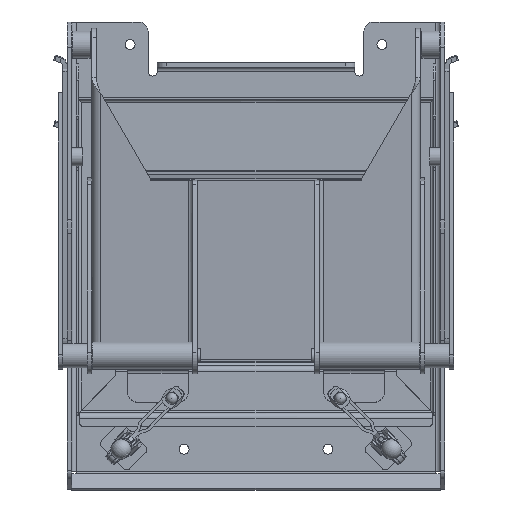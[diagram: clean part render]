
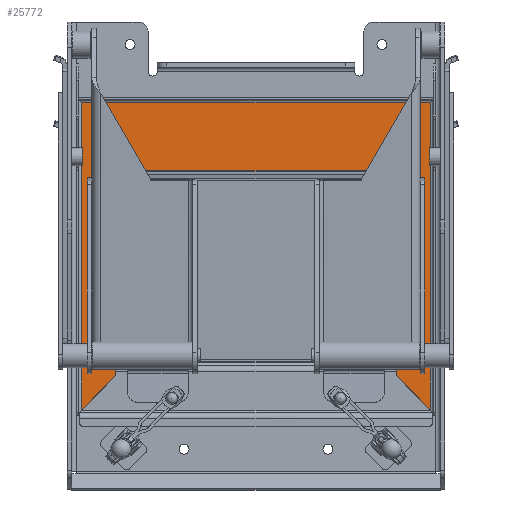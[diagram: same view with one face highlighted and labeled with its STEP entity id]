
A CAD part, top view. The second image highlights one B-rep face of the part: STEP entity #25772.
In plain terms, the highlighted planar face has unit normal (0, 0, 1).
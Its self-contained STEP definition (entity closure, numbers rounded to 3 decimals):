
#1677=FACE_OUTER_BOUND('',#3101,.T.);
#3101=EDGE_LOOP('',(#18499,#18500,#18501,#18502,#18503,#18504,#18505,#18506,
#18507,#18508,#18509,#18510,#18511,#18512,#18513,#18514,#18515,#18516,#18517,
#18518,#18519,#18520));
#4386=CIRCLE('',#27564,0.15);
#4391=CIRCLE('',#27573,0.15);
#4392=CIRCLE('',#27575,0.1);
#4393=CIRCLE('',#27576,0.1);
#5828=LINE('',#40628,#8038);
#5833=LINE('',#40647,#8043);
#5839=LINE('',#40663,#8049);
#5849=LINE('',#40684,#8059);
#5852=LINE('',#40693,#8062);
#5858=LINE('',#40705,#8068);
#5861=LINE('',#40718,#8071);
#5866=LINE('',#40735,#8076);
#5884=LINE('',#40841,#8094);
#5941=LINE('',#40991,#8151);
#5952=LINE('',#41023,#8162);
#5962=LINE('',#41045,#8172);
#5963=LINE('',#41050,#8173);
#5964=LINE('',#41054,#8174);
#5965=LINE('',#41056,#8175);
#5966=LINE('',#41057,#8176);
#5967=LINE('',#41059,#8177);
#5968=LINE('',#41061,#8178);
#8038=VECTOR('',#31537,10.);
#8043=VECTOR('',#31556,10.);
#8049=VECTOR('',#31576,10.);
#8059=VECTOR('',#31590,10.);
#8062=VECTOR('',#31597,10.);
#8068=VECTOR('',#31609,10.);
#8071=VECTOR('',#31622,10.);
#8076=VECTOR('',#31643,10.);
#8094=VECTOR('',#31691,10.);
#8151=VECTOR('',#31836,10.);
#8162=VECTOR('',#31873,10.);
#8172=VECTOR('',#31893,10.);
#8173=VECTOR('',#31900,10.);
#8174=VECTOR('',#31903,10.);
#8175=VECTOR('',#31904,10.);
#8176=VECTOR('',#31905,10.);
#8177=VECTOR('',#31906,10.);
#8178=VECTOR('',#31909,10.);
#10346=VERTEX_POINT('',#40625);
#10347=VERTEX_POINT('',#40627);
#10351=VERTEX_POINT('',#40640);
#10354=VERTEX_POINT('',#40645);
#10366=VERTEX_POINT('',#40683);
#10368=VERTEX_POINT('',#40689);
#10370=VERTEX_POINT('',#40692);
#10373=VERTEX_POINT('',#40704);
#10378=VERTEX_POINT('',#40715);
#10382=VERTEX_POINT('',#40734);
#10404=VERTEX_POINT('',#40787);
#10406=VERTEX_POINT('',#40839);
#10454=VERTEX_POINT('',#40988);
#10455=VERTEX_POINT('',#40990);
#10460=VERTEX_POINT('',#41014);
#10461=VERTEX_POINT('',#41015);
#10470=VERTEX_POINT('',#41043);
#10471=VERTEX_POINT('',#41049);
#10472=VERTEX_POINT('',#41051);
#10473=VERTEX_POINT('',#41053);
#10474=VERTEX_POINT('',#41055);
#10475=VERTEX_POINT('',#41058);
#13182=EDGE_CURVE('',#10346,#10347,#5828,.T.);
#13192=EDGE_CURVE('',#10354,#10351,#5833,.T.);
#13201=EDGE_CURVE('',#10346,#10351,#5839,.T.);
#13211=EDGE_CURVE('',#10366,#10347,#5849,.T.);
#13215=EDGE_CURVE('',#10368,#10370,#5852,.T.);
#13222=EDGE_CURVE('',#10370,#10373,#5858,.T.);
#13229=EDGE_CURVE('',#10373,#10378,#5861,.T.);
#13237=EDGE_CURVE('',#10382,#10378,#5866,.T.);
#13267=EDGE_CURVE('',#10406,#10404,#5884,.T.);
#13343=EDGE_CURVE('',#10455,#10454,#5941,.T.);
#13355=EDGE_CURVE('',#10460,#10461,#4386,.T.);
#13359=EDGE_CURVE('',#10461,#10455,#5952,.T.);
#13372=EDGE_CURVE('',#10454,#10470,#5962,.T.);
#13373=EDGE_CURVE('',#10470,#10366,#4391,.T.);
#13374=EDGE_CURVE('',#10354,#10471,#5963,.T.);
#13375=EDGE_CURVE('',#10471,#10472,#4392,.T.);
#13376=EDGE_CURVE('',#10472,#10473,#5964,.T.);
#13377=EDGE_CURVE('',#10474,#10473,#5965,.T.);
#13378=EDGE_CURVE('',#10404,#10474,#5966,.T.);
#13379=EDGE_CURVE('',#10406,#10475,#5967,.T.);
#13380=EDGE_CURVE('',#10475,#10382,#4393,.T.);
#13381=EDGE_CURVE('',#10368,#10460,#5968,.T.);
#18499=ORIENTED_EDGE('',*,*,#13359,.T.);
#18500=ORIENTED_EDGE('',*,*,#13343,.T.);
#18501=ORIENTED_EDGE('',*,*,#13372,.T.);
#18502=ORIENTED_EDGE('',*,*,#13373,.T.);
#18503=ORIENTED_EDGE('',*,*,#13211,.T.);
#18504=ORIENTED_EDGE('',*,*,#13182,.F.);
#18505=ORIENTED_EDGE('',*,*,#13201,.T.);
#18506=ORIENTED_EDGE('',*,*,#13192,.F.);
#18507=ORIENTED_EDGE('',*,*,#13374,.T.);
#18508=ORIENTED_EDGE('',*,*,#13375,.T.);
#18509=ORIENTED_EDGE('',*,*,#13376,.T.);
#18510=ORIENTED_EDGE('',*,*,#13377,.F.);
#18511=ORIENTED_EDGE('',*,*,#13378,.F.);
#18512=ORIENTED_EDGE('',*,*,#13267,.F.);
#18513=ORIENTED_EDGE('',*,*,#13379,.T.);
#18514=ORIENTED_EDGE('',*,*,#13380,.T.);
#18515=ORIENTED_EDGE('',*,*,#13237,.T.);
#18516=ORIENTED_EDGE('',*,*,#13229,.F.);
#18517=ORIENTED_EDGE('',*,*,#13222,.F.);
#18518=ORIENTED_EDGE('',*,*,#13215,.F.);
#18519=ORIENTED_EDGE('',*,*,#13381,.T.);
#18520=ORIENTED_EDGE('',*,*,#13355,.T.);
#23306=PLANE('',#27574);
#25772=ADVANCED_FACE('',(#1677),#23306,.T.);
#27564=AXIS2_PLACEMENT_3D('',#41016,#31865,#31866);
#27573=AXIS2_PLACEMENT_3D('',#41047,#31896,#31897);
#27574=AXIS2_PLACEMENT_3D('',#41048,#31898,#31899);
#27575=AXIS2_PLACEMENT_3D('',#41052,#31901,#31902);
#27576=AXIS2_PLACEMENT_3D('',#41060,#31907,#31908);
#31537=DIRECTION('',(1.,0.,0.));
#31556=DIRECTION('',(-1.,0.,0.));
#31576=DIRECTION('',(0.,-1.,0.));
#31590=DIRECTION('',(0.,-1.,0.));
#31597=DIRECTION('',(1.,0.,0.));
#31609=DIRECTION('',(0.,-1.,0.));
#31622=DIRECTION('',(-1.,0.,0.));
#31643=DIRECTION('',(0.,1.,0.));
#31691=DIRECTION('',(0.,1.,0.));
#31836=DIRECTION('',(1.,0.,0.));
#31865=DIRECTION('center_axis',(0.,0.,
-1.));
#31866=DIRECTION('ref_axis',(1.,0.,0.));
#31873=DIRECTION('',(0.,-1.,0.));
#31893=DIRECTION('',(0.,1.,0.));
#31896=DIRECTION('center_axis',(0.,0.,
-1.));
#31897=DIRECTION('ref_axis',(-1.,0.,0.));
#31898=DIRECTION('center_axis',(0.,0.,
1.));
#31899=DIRECTION('ref_axis',(1.,0.,0.));
#31900=DIRECTION('',(0.,-1.,0.));
#31901=DIRECTION('center_axis',(0.,0.,
1.));
#31902=DIRECTION('ref_axis',(0.707,0.707,0.));
#31903=DIRECTION('',(0.707,-0.707,0.));
#31904=DIRECTION('',(0.,-1.,0.));
#31905=DIRECTION('',(1.,0.,0.));
#31906=DIRECTION('',(0.707,0.707,0.));
#31907=DIRECTION('center_axis',(0.,0.,
1.));
#31908=DIRECTION('ref_axis',(-1.,0.,0.));
#31909=DIRECTION('',(0.,1.,0.));
#40625=CARTESIAN_POINT('',(153.,-167.79,11.));
#40627=CARTESIAN_POINT('',(156.,-167.79,11.));
#40628=CARTESIAN_POINT('',(156.,-167.79,11.));
#40640=CARTESIAN_POINT('',(153.,-386.084,11.));
#40645=CARTESIAN_POINT('',(156.,-386.084,11.));
#40647=CARTESIAN_POINT('',(156.,-386.084,11.));
#40663=CARTESIAN_POINT('',(153.,-382.727,11.));
#40683=CARTESIAN_POINT('',(156.,-162.388,11.));
#40684=CARTESIAN_POINT('',(156.,-395.,11.));
#40689=CARTESIAN_POINT('',(-156.,-167.79,11.));
#40692=CARTESIAN_POINT('',(-153.,-167.79,11.));
#40693=CARTESIAN_POINT('',(-153.,-167.79,11.));
#40704=CARTESIAN_POINT('',(-153.,-386.084,11.));
#40705=CARTESIAN_POINT('',(-153.,-165.5,11.));
#40715=CARTESIAN_POINT('',(-156.,-386.084,11.));
#40718=CARTESIAN_POINT('',(-153.,-386.084,11.));
#40734=CARTESIAN_POINT('',(-156.,-393.388,11.));
#40735=CARTESIAN_POINT('',(-156.,-395.,11.));
#40787=CARTESIAN_POINT('',(-194.,-89.5,11.));
#40839=CARTESIAN_POINT('',(-194.,-431.429,11.));
#40841=CARTESIAN_POINT('',(-194.,-437.5,11.));
#40988=CARTESIAN_POINT('',(155.7,-165.238,11.));
#40990=CARTESIAN_POINT('',(-155.7,-165.238,11.));
#40991=CARTESIAN_POINT('',(-174.324,-165.238,11.));
#41014=CARTESIAN_POINT('',(-156.,-162.388,11.));
#41015=CARTESIAN_POINT('',(-155.7,-162.388,11.));
#41016=CARTESIAN_POINT('Origin',(-155.85,-162.388,11.));
#41023=CARTESIAN_POINT('',(-155.7,-283.444,11.));
#41043=CARTESIAN_POINT('',(155.7,-162.388,11.));
#41045=CARTESIAN_POINT('',(155.7,-285.,11.));
#41047=CARTESIAN_POINT('Origin',(155.85,-162.388,11.));
#41048=CARTESIAN_POINT('Origin',(-192.948,-404.5,11.));
#41049=CARTESIAN_POINT('',(156.,-393.388,11.));
#41050=CARTESIAN_POINT('',(156.,-395.,11.));
#41051=CARTESIAN_POINT('',(156.029,-393.459,11.));
#41052=CARTESIAN_POINT('Origin',(156.1,-393.388,11.));
#41053=CARTESIAN_POINT('',(194.,-431.429,11.));
#41054=CARTESIAN_POINT('',(90.531,-327.96,11.));
#41055=CARTESIAN_POINT('',(194.,-89.5,11.));
#41056=CARTESIAN_POINT('',(194.,-89.5,11.));
#41057=CARTESIAN_POINT('',(-194.,-89.5,11.));
#41058=CARTESIAN_POINT('',(-156.029,-393.459,11.));
#41059=CARTESIAN_POINT('',(-168.019,-405.449,11.));
#41060=CARTESIAN_POINT('Origin',(-156.1,-393.388,11.));
#41061=CARTESIAN_POINT('',(-156.,-395.,11.));
